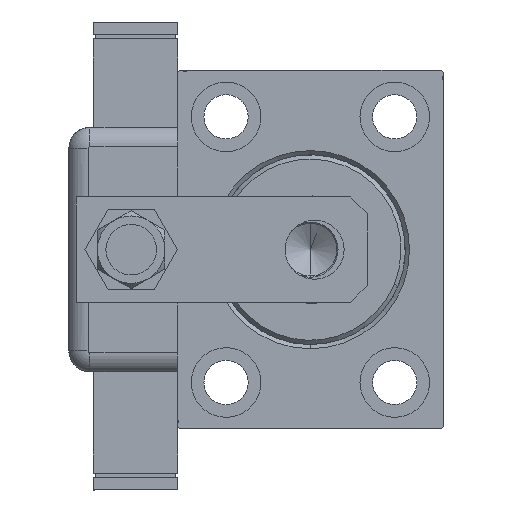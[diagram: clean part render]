
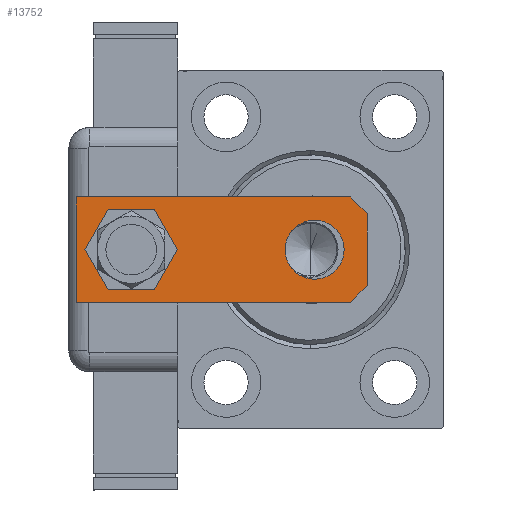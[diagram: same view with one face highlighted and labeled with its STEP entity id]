
A CAD part, left-side view. The second image highlights one B-rep face of the part: STEP entity #13752.
In plain terms, the highlighted face is planar.
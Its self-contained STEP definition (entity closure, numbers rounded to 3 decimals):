
#519 = CARTESIAN_POINT ( 'NONE',  ( 12.5, 69., 0. ) ) ;
#1033 = DIRECTION ( 'NONE',  ( 1., 0., 0. ) ) ;
#1109 = AXIS2_PLACEMENT_3D ( 'NONE', #24906, #42460, #1033 ) ;
#1134 = EDGE_CURVE ( 'NONE', #55484, #31936, #29881, .T. ) ;
#1288 = CARTESIAN_POINT ( 'NONE',  ( 0., 12.5, 0. ) ) ;
#2317 = CARTESIAN_POINT ( 'NONE',  ( 8.5, 0., 0. ) ) ;
#2729 = ORIENTED_EDGE ( 'NONE', *, *, #17841, .T. ) ;
#3564 = LINE ( 'NONE', #31958, #48569 ) ;
#3812 = PLANE ( 'NONE',  #39617 ) ;
#4352 = CARTESIAN_POINT ( 'NONE',  ( 0., 12.5, 0. ) ) ;
#4964 = ORIENTED_EDGE ( 'NONE', *, *, #28578, .F. ) ;
#6228 = VERTEX_POINT ( 'NONE', #9742 ) ;
#8008 = VERTEX_POINT ( 'NONE', #39232 ) ;
#9742 = CARTESIAN_POINT ( 'NONE',  ( -12.5, 69., 0. ) ) ;
#9746 = DIRECTION ( 'NONE',  ( 1., 0., 0. ) ) ;
#10590 = ORIENTED_EDGE ( 'NONE', *, *, #22902, .T. ) ;
#12602 = CARTESIAN_POINT ( 'NONE',  ( 12.5, 0., 0. ) ) ;
#13642 = VERTEX_POINT ( 'NONE', #52208 ) ;
#13752 = ADVANCED_FACE ( 'NONE', ( #40700, #32203, #45820 ), #3812, .F. ) ;
#15006 = LINE ( 'NONE', #519, #48766 ) ;
#15484 = DIRECTION ( 'NONE',  ( 1., 0., 0. ) ) ;
#15876 = EDGE_LOOP ( 'NONE', ( #20027, #10590 ) ) ;
#16904 = CARTESIAN_POINT ( 'NONE',  ( -8.5, 0., 0. ) ) ;
#17841 = EDGE_CURVE ( 'NONE', #55484, #22354, #3564, .T. ) ;
#18550 = ORIENTED_EDGE ( 'NONE', *, *, #31164, .T. ) ;
#18593 = DIRECTION ( 'NONE',  ( 0., 0., 1. ) ) ;
#18710 = CARTESIAN_POINT ( 'NONE',  ( -12.5, 69., 0. ) ) ;
#19108 = DIRECTION ( 'NONE',  ( 0., 0., 1. ) ) ;
#20027 = ORIENTED_EDGE ( 'NONE', *, *, #51085, .T. ) ;
#20699 = AXIS2_PLACEMENT_3D ( 'NONE', #4352, #46644, #9746 ) ;
#21520 = CIRCLE ( 'NONE', #33096, 7. ) ;
#22354 = VERTEX_POINT ( 'NONE', #2317 ) ;
#22902 = EDGE_CURVE ( 'NONE', #55034, #49339, #21520, .T. ) ;
#23121 = DIRECTION ( 'NONE',  ( 1., 0., 0. ) ) ;
#23615 = ORIENTED_EDGE ( 'NONE', *, *, #49926, .F. ) ;
#24122 = DIRECTION ( 'NONE',  ( 0., -1., 0. ) ) ;
#24592 = EDGE_CURVE ( 'NONE', #31634, #35226, #43617, .T. ) ;
#24858 = ORIENTED_EDGE ( 'NONE', *, *, #31361, .T. ) ;
#24906 = CARTESIAN_POINT ( 'NONE',  ( 0., 56., 0. ) ) ;
#25170 = DIRECTION ( 'NONE',  ( -0.707, 0.707, 0. ) ) ;
#26876 = CARTESIAN_POINT ( 'NONE',  ( -12.5, 4., 0. ) ) ;
#28578 = EDGE_CURVE ( 'NONE', #31936, #6228, #15006, .T. ) ;
#28974 = LINE ( 'NONE', #18710, #38835 ) ;
#29218 = LINE ( 'NONE', #51301, #51307 ) ;
#29881 = LINE ( 'NONE', #12602, #59525 ) ;
#30284 = VECTOR ( 'NONE', #25170, 1000. ) ;
#30997 = EDGE_LOOP ( 'NONE', ( #18550, #24858 ) ) ;
#31164 = EDGE_CURVE ( 'NONE', #8008, #13642, #46773, .T. ) ;
#31226 = ORIENTED_EDGE ( 'NONE', *, *, #24592, .T. ) ;
#31361 = EDGE_CURVE ( 'NONE', #13642, #8008, #50659, .T. ) ;
#31634 = VERTEX_POINT ( 'NONE', #16904 ) ;
#31692 = CARTESIAN_POINT ( 'NONE',  ( 12.5, 4., 0. ) ) ;
#31936 = VERTEX_POINT ( 'NONE', #51786 ) ;
#31958 = CARTESIAN_POINT ( 'NONE',  ( 12.5, 4., 0. ) ) ;
#32203 = FACE_BOUND ( 'NONE', #15876, .T. ) ;
#32756 = ORIENTED_EDGE ( 'NONE', *, *, #1134, .F. ) ;
#33096 = AXIS2_PLACEMENT_3D ( 'NONE', #46935, #19108, #37555 ) ;
#35226 = VERTEX_POINT ( 'NONE', #26876 ) ;
#37555 = DIRECTION ( 'NONE',  ( 1., 0., 0. ) ) ;
#38412 = EDGE_LOOP ( 'NONE', ( #23615, #31226, #49045, #4964, #32756, #2729 ) ) ;
#38431 = CARTESIAN_POINT ( 'NONE',  ( -7., 56., 0. ) ) ;
#38835 = VECTOR ( 'NONE', #24122, 1000. ) ;
#39082 = CARTESIAN_POINT ( 'NONE',  ( -8.5, 0., 0. ) ) ;
#39232 = CARTESIAN_POINT ( 'NONE',  ( -7., 12.5, 0. ) ) ;
#39617 = AXIS2_PLACEMENT_3D ( 'NONE', #59435, #18593, #23121 ) ;
#40700 = FACE_OUTER_BOUND ( 'NONE', #38412, .T. ) ;
#42239 = DIRECTION ( 'NONE',  ( -1., 0., 0. ) ) ;
#42460 = DIRECTION ( 'NONE',  ( 0., 0., 1. ) ) ;
#43617 = LINE ( 'NONE', #39082, #30284 ) ;
#45576 = CIRCLE ( 'NONE', #1109, 7. ) ;
#45820 = FACE_BOUND ( 'NONE', #30997, .T. ) ;
#46644 = DIRECTION ( 'NONE',  ( 0., 0., 1. ) ) ;
#46773 = CIRCLE ( 'NONE', #20699, 7. ) ;
#46935 = CARTESIAN_POINT ( 'NONE',  ( 0., 56., 0. ) ) ;
#47816 = CARTESIAN_POINT ( 'NONE',  ( 7., 56., 0. ) ) ;
#48569 = VECTOR ( 'NONE', #50398, 1000. ) ;
#48721 = AXIS2_PLACEMENT_3D ( 'NONE', #1288, #56621, #15484 ) ;
#48766 = VECTOR ( 'NONE', #42239, 1000. ) ;
#49045 = ORIENTED_EDGE ( 'NONE', *, *, #52330, .F. ) ;
#49339 = VERTEX_POINT ( 'NONE', #38431 ) ;
#49926 = EDGE_CURVE ( 'NONE', #31634, #22354, #29218, .T. ) ;
#50398 = DIRECTION ( 'NONE',  ( -0.707, -0.707, 0. ) ) ;
#50659 = CIRCLE ( 'NONE', #48721, 7. ) ;
#51085 = EDGE_CURVE ( 'NONE', #49339, #55034, #45576, .T. ) ;
#51301 = CARTESIAN_POINT ( 'NONE',  ( -12.5, 0., 0. ) ) ;
#51307 = VECTOR ( 'NONE', #52495, 1000. ) ;
#51786 = CARTESIAN_POINT ( 'NONE',  ( 12.5, 69., 0. ) ) ;
#52208 = CARTESIAN_POINT ( 'NONE',  ( 7., 12.5, 0. ) ) ;
#52330 = EDGE_CURVE ( 'NONE', #6228, #35226, #28974, .T. ) ;
#52495 = DIRECTION ( 'NONE',  ( 1., 0., 0. ) ) ;
#55034 = VERTEX_POINT ( 'NONE', #47816 ) ;
#55484 = VERTEX_POINT ( 'NONE', #31692 ) ;
#56621 = DIRECTION ( 'NONE',  ( 0., 0., 1. ) ) ;
#58288 = DIRECTION ( 'NONE',  ( 0., 1., 0. ) ) ;
#59435 = CARTESIAN_POINT ( 'NONE',  ( 0., 0., 0. ) ) ;
#59525 = VECTOR ( 'NONE', #58288, 1000. ) ;
